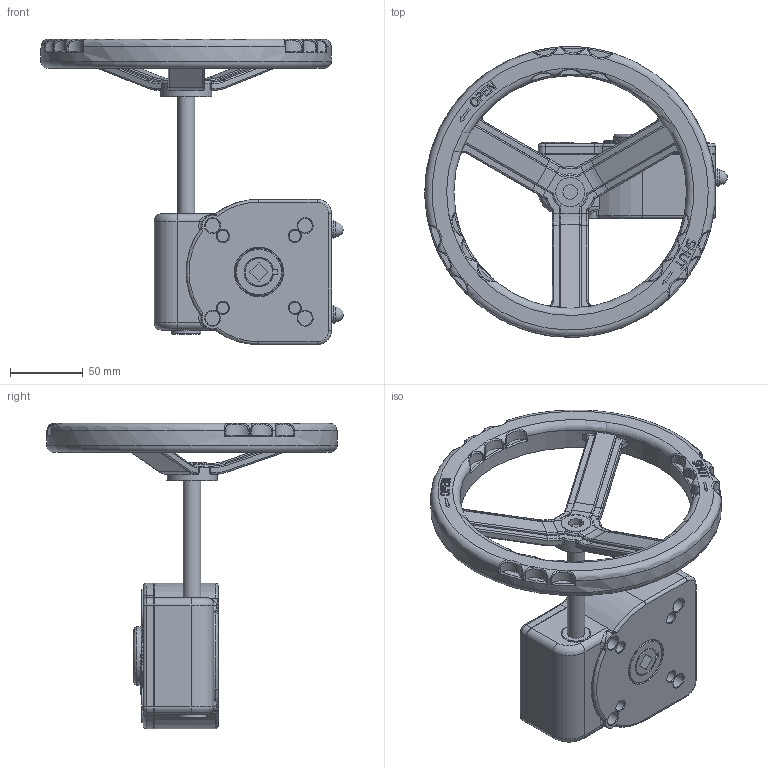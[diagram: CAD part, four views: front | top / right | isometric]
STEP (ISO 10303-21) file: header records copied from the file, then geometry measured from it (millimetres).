
FILE_DESCRIPTION(/* description */ (''),/* implementation_level */ '2;1');
FILE_NAME(/* name */ 'HAM-2_3D_STEP.stp',/* time_stamp */ '2024-08-15T23:43:09+03:00',/* author */ ('igorr'),/* organization */ (''),/* preprocessor_version */ 'ST-DEVELOPER v20',/* originating_system */ 'Autodesk Inventor 2025',/* authorisation */ '');
FILE_SCHEMA (('AUTOMOTIVE_DESIGN { 1 0 10303 214 3 1 1 }'));
Products named in the file (4): Сборка; Деталь 2; Деталь1; BS 4168 - M8 x 16
Assembly tree (6 placements, depth 2):
  Сборка
    Деталь 2
    Деталь1
    BS 4168 - M8 x 16  x4
Bounding box: 208 x 200 x 210 mm (x, y, z)
Volume: 827592.6 mm3; surface area: 141018.1 mm2
Topology: 7 solids, 7 shells, 1659 faces, 3904 edges, 2298 vertices
Faces by surface type: cylinder 511, plane 414, bspline 392, torus 226, sphere 90, cone 26
Full cylindrical faces by diameter (mm): 5 x6, 6 x2, 8 x8, 10 x5, 12 x3, 16 x4, 19.3 x1, 20 x2, 20.4 x1, 32 x1, 33 x1, 35 x1, 40 x1, 160 x1, 200 x1
Entity records: 59172 total; most frequent: CARTESIAN_POINT 22160, ORIENTED_EDGE 7596, DIRECTION 6986, EDGE_CURVE 3798, AXIS2_PLACEMENT_3D 2737, VERTEX_POINT 2238, EDGE_LOOP 1688, FACE_OUTER_BOUND 1620
